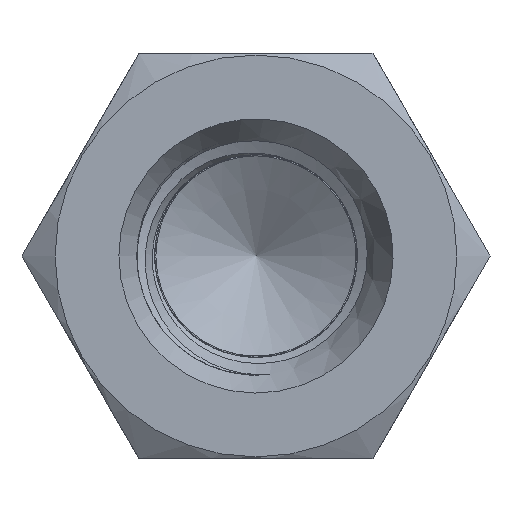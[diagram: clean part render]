
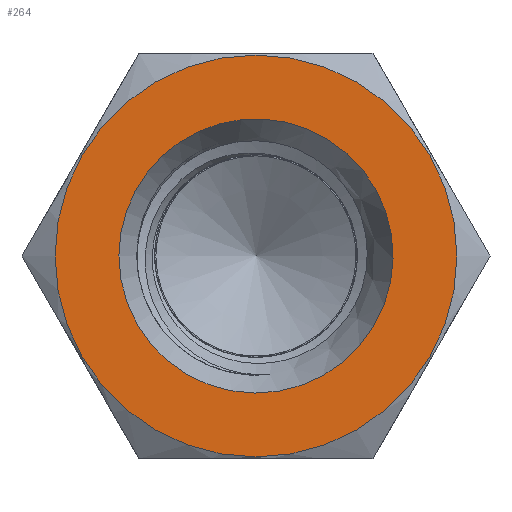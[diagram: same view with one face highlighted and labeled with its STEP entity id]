
A CAD part, left-side view. The second image highlights one B-rep face of the part: STEP entity #264.
In plain terms, the highlighted planar face has unit normal (-1, 0, 0).
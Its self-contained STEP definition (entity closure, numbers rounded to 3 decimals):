
#173=PLANE('',#951);
#213=FACE_BOUND('',#379,.T.);
#214=FACE_BOUND('',#380,.T.);
#264=ADVANCED_FACE('',(#213,#214),#173,.T.);
#379=EDGE_LOOP('',(#633));
#380=EDGE_LOOP('',(#634));
#633=ORIENTED_EDGE('',*,*,#827,.F.);
#634=ORIENTED_EDGE('',*,*,#829,.T.);
#725=VERTEX_POINT('',#6481);
#728=VERTEX_POINT('',#6491);
#827=EDGE_CURVE('',#725,#725,#868,.T.);
#829=EDGE_CURVE('',#728,#728,#870,.T.);
#868=CIRCLE('',#941,8.429);
#870=CIRCLE('',#948,5.75);
#941=AXIS2_PLACEMENT_3D('',#6480,#1114,#1115);
#948=AXIS2_PLACEMENT_3D('',#6490,#1128,#1129);
#951=AXIS2_PLACEMENT_3D('',#6524,#1134,#1135);
#1114=DIRECTION('',(1.,0.,0.));
#1115=DIRECTION('',(0.,1.,0.));
#1128=DIRECTION('',(1.,0.,0.));
#1129=DIRECTION('',(0.,1.,0.));
#1134=DIRECTION('',(-1.,0.,0.));
#1135=DIRECTION('',(0.,0.,-1.));
#6480=CARTESIAN_POINT('',(0.,0.,0.));
#6481=CARTESIAN_POINT('',(0.,8.429,0.));
#6490=CARTESIAN_POINT('',(0.,0.,0.));
#6491=CARTESIAN_POINT('',(0.,5.75,0.));
#6524=CARTESIAN_POINT('',(0.,7.09,0.));
